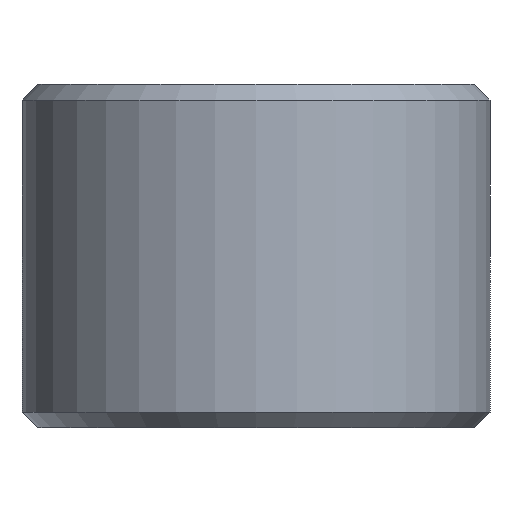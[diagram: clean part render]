
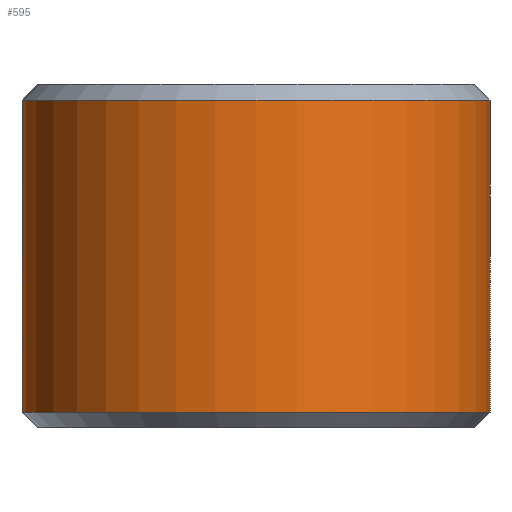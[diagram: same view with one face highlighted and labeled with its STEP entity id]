
A CAD part, front view. The second image highlights one B-rep face of the part: STEP entity #595.
In plain terms, the highlighted cylindrical face has radius 15 mm (diameter 30 mm), a partial arc.
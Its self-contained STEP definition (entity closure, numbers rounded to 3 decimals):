
#82=FACE_OUTER_BOUND('',#122,.T.);
#122=EDGE_LOOP('',(#554,#555,#556,#557));
#137=LINE('',#880,#195);
#161=LINE('',#935,#219);
#195=VECTOR('',#700,10.);
#219=VECTOR('',#752,10.);
#260=CIRCLE('',#657,15.);
#261=CIRCLE('',#661,15.);
#278=VERTEX_POINT('',#877);
#279=VERTEX_POINT('',#879);
#295=VERTEX_POINT('',#932);
#296=VERTEX_POINT('',#934);
#334=EDGE_CURVE('',#279,#278,#137,.T.);
#361=EDGE_CURVE('',#295,#296,#161,.T.);
#388=EDGE_CURVE('',#279,#295,#260,.T.);
#394=EDGE_CURVE('',#296,#278,#261,.T.);
#554=ORIENTED_EDGE('',*,*,#388,.F.);
#555=ORIENTED_EDGE('',*,*,#334,.T.);
#556=ORIENTED_EDGE('',*,*,#394,.F.);
#557=ORIENTED_EDGE('',*,*,#361,.F.);
#562=CYLINDRICAL_SURFACE('',#665,15.);
#595=ADVANCED_FACE('',(#82),#562,.T.);
#657=AXIS2_PLACEMENT_3D('',#991,#814,#815);
#661=AXIS2_PLACEMENT_3D('',#1000,#827,#828);
#665=AXIS2_PLACEMENT_3D('',#1005,#836,#837);
#700=DIRECTION('',(0.,0.,1.));
#752=DIRECTION('',(0.,0.,1.));
#814=DIRECTION('center_axis',(0.,0.,-1.));
#815=DIRECTION('ref_axis',(1.,0.,0.));
#827=DIRECTION('center_axis',(0.,0.,1.));
#828=DIRECTION('ref_axis',(1.,0.,0.));
#836=DIRECTION('center_axis',(0.,0.,1.));
#837=DIRECTION('ref_axis',(1.,0.,0.));
#877=CARTESIAN_POINT('',(15.,0.,21.));
#879=CARTESIAN_POINT('',(15.,0.,1.));
#880=CARTESIAN_POINT('',(15.,0.,0.));
#932=CARTESIAN_POINT('',(-15.,0.,1.));
#934=CARTESIAN_POINT('',(-15.,0.,21.));
#935=CARTESIAN_POINT('',(-15.,0.,0.));
#991=CARTESIAN_POINT('Origin',(0.,0.,1.));
#1000=CARTESIAN_POINT('Origin',(0.,0.,21.));
#1005=CARTESIAN_POINT('Origin',(0.,0.,0.));
